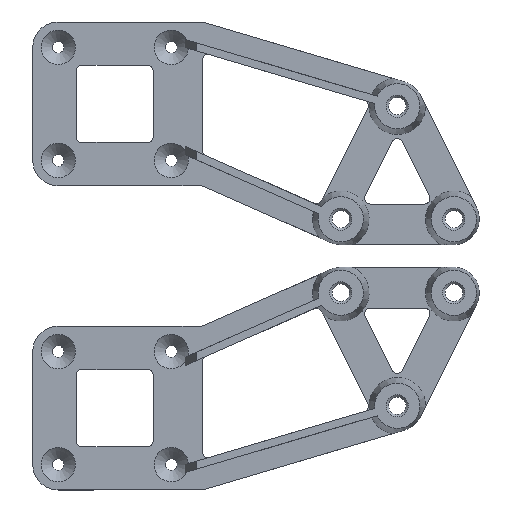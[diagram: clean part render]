
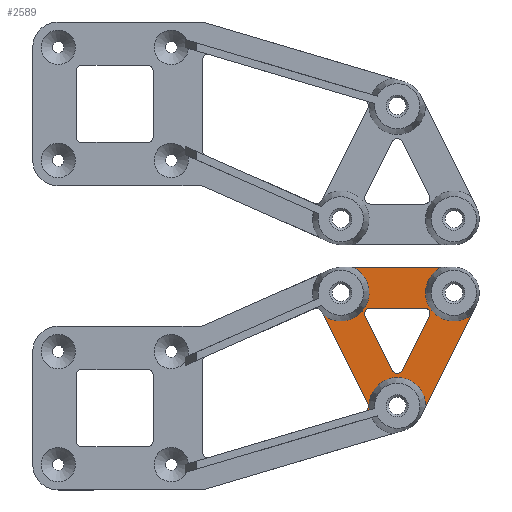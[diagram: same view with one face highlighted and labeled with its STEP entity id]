
A CAD part, front view. The second image highlights one B-rep face of the part: STEP entity #2589.
In plain terms, the highlighted planar face has unit normal (0, -1, 0).
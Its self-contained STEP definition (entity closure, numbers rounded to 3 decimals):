
#80=FACE_BOUND('',#467,.T.);
#114=CIRCLE('',#2752,5.);
#116=CIRCLE('',#2754,5.);
#121=CIRCLE('',#2760,5.);
#139=CIRCLE('',#2781,1.);
#140=CIRCLE('',#2782,5.);
#141=CIRCLE('',#2783,1.);
#142=CIRCLE('',#2784,1.);
#143=CIRCLE('',#2785,1.);
#325=FACE_OUTER_BOUND('',#466,.T.);
#466=EDGE_LOOP('',(#1813,#1814,#1815,#1816,#1817,#1818,#1819,#1820,#1821));
#467=EDGE_LOOP('',(#1822,#1823,#1824,#1825,#1826,#1827));
#640=LINE('',#3879,#860);
#663=LINE('',#4020,#883);
#664=LINE('',#4022,#884);
#665=LINE('',#4026,#885);
#666=LINE('',#4031,#886);
#667=LINE('',#4035,#887);
#668=LINE('',#4038,#888);
#860=VECTOR('',#3060,10.);
#883=VECTOR('',#3145,10.);
#884=VECTOR('',#3146,10.);
#885=VECTOR('',#3151,10.);
#886=VECTOR('',#3154,10.);
#887=VECTOR('',#3157,10.);
#888=VECTOR('',#3160,10.);
#1081=VERTEX_POINT('',#3874);
#1082=VERTEX_POINT('',#3878);
#1087=VERTEX_POINT('',#3892);
#1090=VERTEX_POINT('',#3899);
#1091=VERTEX_POINT('',#3903);
#1093=VERTEX_POINT('',#3910);
#1101=VERTEX_POINT('',#3949);
#1131=VERTEX_POINT('',#4021);
#1132=VERTEX_POINT('',#4024);
#1133=VERTEX_POINT('',#4027);
#1134=VERTEX_POINT('',#4028);
#1135=VERTEX_POINT('',#4030);
#1136=VERTEX_POINT('',#4032);
#1137=VERTEX_POINT('',#4034);
#1138=VERTEX_POINT('',#4036);
#1343=EDGE_CURVE('',#1082,#1081,#640,.T.);
#1352=EDGE_CURVE('',#1090,#1091,#114,.T.);
#1355=EDGE_CURVE('',#1091,#1087,#116,.T.);
#1365=EDGE_CURVE('',#1101,#1093,#121,.T.);
#1400=EDGE_CURVE('',#1090,#1093,#663,.T.);
#1401=EDGE_CURVE('',#1131,#1101,#664,.T.);
#1402=EDGE_CURVE('',#1082,#1131,#139,.T.);
#1403=EDGE_CURVE('',#1132,#1081,#140,.T.);
#1404=EDGE_CURVE('',#1132,#1087,#665,.T.);
#1405=EDGE_CURVE('',#1133,#1134,#141,.T.);
#1406=EDGE_CURVE('',#1135,#1133,#666,.T.);
#1407=EDGE_CURVE('',#1136,#1135,#142,.T.);
#1408=EDGE_CURVE('',#1137,#1136,#667,.T.);
#1409=EDGE_CURVE('',#1138,#1137,#143,.T.);
#1410=EDGE_CURVE('',#1134,#1138,#668,.T.);
#1813=ORIENTED_EDGE('',*,*,#1352,.F.);
#1814=ORIENTED_EDGE('',*,*,#1400,.T.);
#1815=ORIENTED_EDGE('',*,*,#1365,.F.);
#1816=ORIENTED_EDGE('',*,*,#1401,.F.);
#1817=ORIENTED_EDGE('',*,*,#1402,.F.);
#1818=ORIENTED_EDGE('',*,*,#1343,.T.);
#1819=ORIENTED_EDGE('',*,*,#1403,.F.);
#1820=ORIENTED_EDGE('',*,*,#1404,.T.);
#1821=ORIENTED_EDGE('',*,*,#1355,.F.);
#1822=ORIENTED_EDGE('',*,*,#1405,.F.);
#1823=ORIENTED_EDGE('',*,*,#1406,.F.);
#1824=ORIENTED_EDGE('',*,*,#1407,.F.);
#1825=ORIENTED_EDGE('',*,*,#1408,.F.);
#1826=ORIENTED_EDGE('',*,*,#1409,.F.);
#1827=ORIENTED_EDGE('',*,*,#1410,.F.);
#2525=PLANE('',#2780);
#2589=ADVANCED_FACE('',(#325,#80),#2525,.F.);
#2752=AXIS2_PLACEMENT_3D('',#3904,#3069,#3070);
#2754=AXIS2_PLACEMENT_3D('',#3908,#3074,#3075);
#2760=AXIS2_PLACEMENT_3D('',#3953,#3086,#3087);
#2780=AXIS2_PLACEMENT_3D('',#4019,#3143,#3144);
#2781=AXIS2_PLACEMENT_3D('',#4023,#3147,#3148);
#2782=AXIS2_PLACEMENT_3D('',#4025,#3149,#3150);
#2783=AXIS2_PLACEMENT_3D('',#4029,#3152,#3153);
#2784=AXIS2_PLACEMENT_3D('',#4033,#3155,#3156);
#2785=AXIS2_PLACEMENT_3D('',#4037,#3158,#3159);
#3060=DIRECTION('',(0.959,0.,0.284));
#3069=DIRECTION('center_axis',(0.,-1.,0.));
#3070=DIRECTION('ref_axis',(1.,0.,0.));
#3074=DIRECTION('center_axis',(0.,-1.,0.));
#3075=DIRECTION('ref_axis',(1.,0.,0.));
#3086=DIRECTION('center_axis',(0.,-1.,0.));
#3087=DIRECTION('ref_axis',(1.,0.,0.));
#3143=DIRECTION('center_axis',(0.,1.,0.));
#3144=DIRECTION('ref_axis',(1.,0.,0.));
#3145=DIRECTION('',(-1.,0.,0.));
#3146=DIRECTION('',(-0.447,0.,0.894));
#3147=DIRECTION('center_axis',(0.,-1.,0.));
#3148=DIRECTION('ref_axis',(0.917,0.,-0.398));
#3149=DIRECTION('center_axis',(0.,-1.,0.));
#3150=DIRECTION('ref_axis',(1.,0.,0.));
#3151=DIRECTION('',(0.447,0.,0.894));
#3152=DIRECTION('center_axis',(0.,-1.,0.));
#3153=DIRECTION('ref_axis',(0.,0.,-1.));
#3154=DIRECTION('',(0.447,0.,-0.894));
#3155=DIRECTION('center_axis',(0.,-1.,0.));
#3156=DIRECTION('ref_axis',(-0.851,0.,0.526));
#3157=DIRECTION('',(-1.,0.,0.));
#3158=DIRECTION('center_axis',(0.,-1.,0.));
#3159=DIRECTION('ref_axis',(0.851,0.,0.526));
#3160=DIRECTION('',(0.447,0.,0.894));
#3874=CARTESIAN_POINT('',(55.058,0.,9.642));
#3878=CARTESIAN_POINT('',(54.166,0.,9.378));
#3879=CARTESIAN_POINT('',(47.077,0.,7.281));
#3892=CARTESIAN_POINT('',(73.05,0.,26.438));
#3899=CARTESIAN_POINT('',(67.821,0.,34.9));
#3903=CARTESIAN_POINT('',(65.,0.,30.4));
#3904=CARTESIAN_POINT('Origin',(70.,0.,30.4));
#3908=CARTESIAN_POINT('Origin',(70.,0.,30.4));
#3910=CARTESIAN_POINT('',(52.179,0.,34.9));
#3949=CARTESIAN_POINT('',(46.95,0.,26.438));
#3953=CARTESIAN_POINT('Origin',(50.,0.,30.4));
#4019=CARTESIAN_POINT('Origin',(35.,0.,15.2));
#4020=CARTESIAN_POINT('',(70.,0.,34.9));
#4021=CARTESIAN_POINT('',(54.777,0.,10.784));
#4022=CARTESIAN_POINT('',(45.975,0.,28.388));
#4023=CARTESIAN_POINT('Origin',(53.882,0.,10.337));
#4024=CARTESIAN_POINT('',(65.,0.,10.337));
#4025=CARTESIAN_POINT('Origin',(60.,0.,10.4));
#4026=CARTESIAN_POINT('',(64.025,0.,8.388));
#4027=CARTESIAN_POINT('',(59.106,0.,16.689));
#4028=CARTESIAN_POINT('',(60.894,0.,16.689));
#4029=CARTESIAN_POINT('Origin',(60.,0.,17.136));
#4030=CARTESIAN_POINT('',(54.324,0.,26.253));
#4031=CARTESIAN_POINT('',(53.6,0.,27.7));
#4032=CARTESIAN_POINT('',(55.218,0.,27.7));
#4033=CARTESIAN_POINT('Origin',(55.218,0.,26.7));
#4034=CARTESIAN_POINT('',(64.782,0.,27.7));
#4035=CARTESIAN_POINT('',(66.4,0.,27.7));
#4036=CARTESIAN_POINT('',(65.676,0.,26.253));
#4037=CARTESIAN_POINT('Origin',(64.782,0.,26.7));
#4038=CARTESIAN_POINT('',(60.,0.,14.9));
